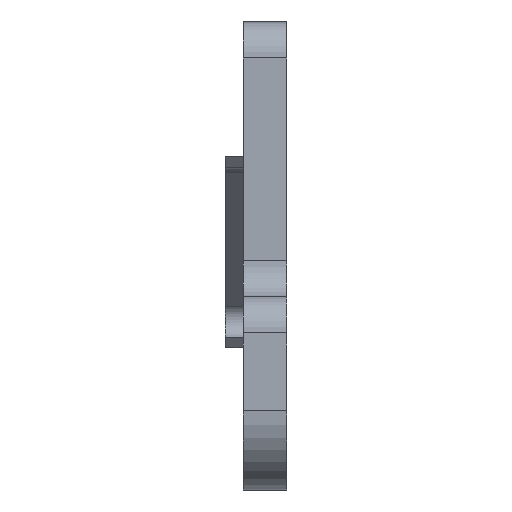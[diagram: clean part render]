
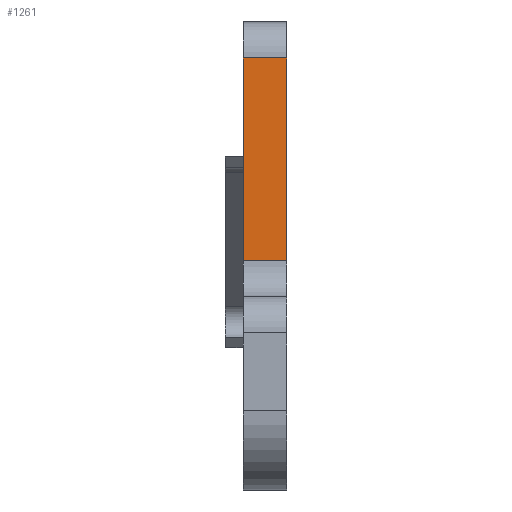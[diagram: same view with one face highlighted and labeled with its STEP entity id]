
A CAD part, left-side view. The second image highlights one B-rep face of the part: STEP entity #1261.
In plain terms, the highlighted planar face has unit normal (-1, 0, 0).
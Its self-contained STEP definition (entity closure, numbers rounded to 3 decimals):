
#227 = VECTOR ( 'NONE', #5483, 1000. ) ;
#237 = CARTESIAN_POINT ( 'NONE',  ( -228., 0., 18.75 ) ) ;
#508 = LINE ( 'NONE', #3371, #5126 ) ;
#799 = DIRECTION ( 'NONE',  ( 0., 0., -1. ) ) ;
#1261 = ADVANCED_FACE ( 'NONE', ( #5254 ), #5897, .F. ) ;
#1292 = VECTOR ( 'NONE', #799, 1000. ) ;
#1474 = VERTEX_POINT ( 'NONE', #7245 ) ;
#1822 = LINE ( 'NONE', #5368, #5837 ) ;
#2465 = DIRECTION ( 'NONE',  ( 1., 0., 0. ) ) ;
#2912 = DIRECTION ( 'NONE',  ( 0., 1., 0. ) ) ;
#3047 = CARTESIAN_POINT ( 'NONE',  ( -228., 0., -14.425 ) ) ;
#3247 = AXIS2_PLACEMENT_3D ( 'NONE', #5296, #2465, #3521 ) ;
#3371 = CARTESIAN_POINT ( 'NONE',  ( -228., 0., 13.75 ) ) ;
#3521 = DIRECTION ( 'NONE',  ( 0., 0., -1. ) ) ;
#3593 = CARTESIAN_POINT ( 'NONE',  ( -228., 6., 13.75 ) ) ;
#3660 = LINE ( 'NONE', #237, #1292 ) ;
#3748 = EDGE_LOOP ( 'NONE', ( #6265, #6753, #4536, #4243 ) ) ;
#3829 = LINE ( 'NONE', #6724, #227 ) ;
#4243 = ORIENTED_EDGE ( 'NONE', *, *, #6307, .T. ) ;
#4530 = EDGE_CURVE ( 'NONE', #5033, #7352, #3660, .T. ) ;
#4536 = ORIENTED_EDGE ( 'NONE', *, *, #4530, .F. ) ;
#4980 = EDGE_CURVE ( 'NONE', #6977, #1474, #3829, .T. ) ;
#5033 = VERTEX_POINT ( 'NONE', #6653 ) ;
#5126 = VECTOR ( 'NONE', #2912, 1000. ) ;
#5254 = FACE_OUTER_BOUND ( 'NONE', #3748, .T. ) ;
#5277 = EDGE_CURVE ( 'NONE', #1474, #7352, #1822, .T. ) ;
#5296 = CARTESIAN_POINT ( 'NONE',  ( -228., 0., 18.75 ) ) ;
#5368 = CARTESIAN_POINT ( 'NONE',  ( -228., 0., -14.425 ) ) ;
#5483 = DIRECTION ( 'NONE',  ( 0., 0., -1. ) ) ;
#5837 = VECTOR ( 'NONE', #7106, 1000. ) ;
#5897 = PLANE ( 'NONE',  #3247 ) ;
#6265 = ORIENTED_EDGE ( 'NONE', *, *, #4980, .T. ) ;
#6307 = EDGE_CURVE ( 'NONE', #5033, #6977, #508, .T. ) ;
#6653 = CARTESIAN_POINT ( 'NONE',  ( -228., 0., 13.75 ) ) ;
#6724 = CARTESIAN_POINT ( 'NONE',  ( -228., 6., 18.75 ) ) ;
#6753 = ORIENTED_EDGE ( 'NONE', *, *, #5277, .T. ) ;
#6977 = VERTEX_POINT ( 'NONE', #3593 ) ;
#7106 = DIRECTION ( 'NONE',  ( 0., -1., 0. ) ) ;
#7245 = CARTESIAN_POINT ( 'NONE',  ( -228., 6., -14.425 ) ) ;
#7352 = VERTEX_POINT ( 'NONE', #3047 ) ;
